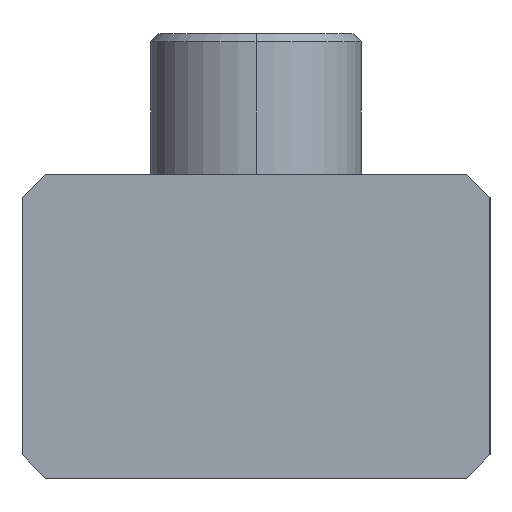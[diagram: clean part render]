
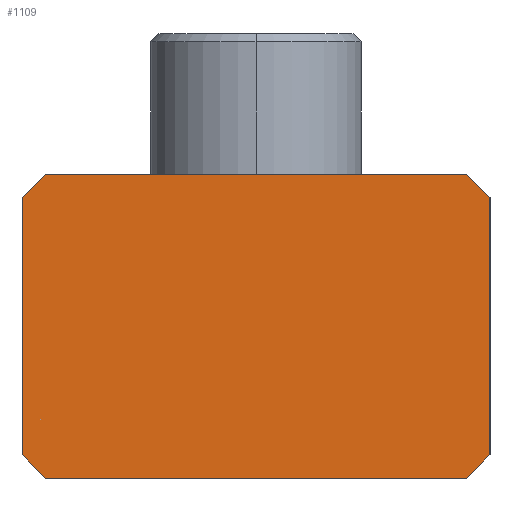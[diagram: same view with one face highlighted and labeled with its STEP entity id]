
A CAD part, left-side view. The second image highlights one B-rep face of the part: STEP entity #1109.
In plain terms, the highlighted planar face has unit normal (-1, 0, 0).
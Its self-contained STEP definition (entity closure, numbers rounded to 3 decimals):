
#24 = EDGE_LOOP ( 'NONE', ( #568, #1076, #427, #1195, #218, #847, #678, #894 ) ) ;
#32 = DIRECTION ( 'NONE',  ( 0., -0.707, -0.707 ) ) ;
#39 = VECTOR ( 'NONE', #1067, 1000. ) ;
#57 = EDGE_CURVE ( 'NONE', #566, #429, #280, .T. ) ;
#75 = LINE ( 'NONE', #1260, #39 ) ;
#79 = VERTEX_POINT ( 'NONE', #972 ) ;
#111 = CARTESIAN_POINT ( 'NONE',  ( 0., 20., 11. ) ) ;
#127 = CARTESIAN_POINT ( 'NONE',  ( 0., 0., 0. ) ) ;
#133 = DIRECTION ( 'NONE',  ( 0., 0., -1. ) ) ;
#199 = DIRECTION ( 'NONE',  ( 0., -1., 0. ) ) ;
#200 = LINE ( 'NONE', #416, #484 ) ;
#210 = DIRECTION ( 'NONE',  ( 0., 0., 1. ) ) ;
#218 = ORIENTED_EDGE ( 'NONE', *, *, #781, .F. ) ;
#224 = EDGE_CURVE ( 'NONE', #520, #1003, #473, .T. ) ;
#234 = PLANE ( 'NONE',  #713 ) ;
#245 = CARTESIAN_POINT ( 'NONE',  ( 0., -18., 13. ) ) ;
#280 = LINE ( 'NONE', #1060, #787 ) ;
#284 = CARTESIAN_POINT ( 'NONE',  ( 0., 18., 13. ) ) ;
#314 = VECTOR ( 'NONE', #210, 1000. ) ;
#358 = CARTESIAN_POINT ( 'NONE',  ( 0., 20., -11. ) ) ;
#398 = EDGE_CURVE ( 'NONE', #721, #79, #1261, .T. ) ;
#416 = CARTESIAN_POINT ( 'NONE',  ( 0., 20., -11. ) ) ;
#427 = ORIENTED_EDGE ( 'NONE', *, *, #224, .F. ) ;
#429 = VERTEX_POINT ( 'NONE', #544 ) ;
#473 = LINE ( 'NONE', #111, #314 ) ;
#484 = VECTOR ( 'NONE', #516, 1000. ) ;
#515 = VECTOR ( 'NONE', #199, 1000. ) ;
#516 = DIRECTION ( 'NONE',  ( 0., 0.707, 0.707 ) ) ;
#520 = VERTEX_POINT ( 'NONE', #358 ) ;
#538 = DIRECTION ( 'NONE',  ( 1., 0., 0. ) ) ;
#544 = CARTESIAN_POINT ( 'NONE',  ( 0., -18., -13. ) ) ;
#566 = VERTEX_POINT ( 'NONE', #1042 ) ;
#568 = ORIENTED_EDGE ( 'NONE', *, *, #1004, .F. ) ;
#594 = LINE ( 'NONE', #759, #770 ) ;
#617 = VERTEX_POINT ( 'NONE', #1047 ) ;
#635 = EDGE_CURVE ( 'NONE', #1003, #800, #594, .T. ) ;
#672 = DIRECTION ( 'NONE',  ( 0., -0.707, 0.707 ) ) ;
#678 = ORIENTED_EDGE ( 'NONE', *, *, #1066, .F. ) ;
#694 = CARTESIAN_POINT ( 'NONE',  ( 0., -18., 13. ) ) ;
#705 = CARTESIAN_POINT ( 'NONE',  ( 0., 18., 13. ) ) ;
#713 = AXIS2_PLACEMENT_3D ( 'NONE', #127, #538, #1111 ) ;
#721 = VERTEX_POINT ( 'NONE', #694 ) ;
#738 = VECTOR ( 'NONE', #133, 1000. ) ;
#759 = CARTESIAN_POINT ( 'NONE',  ( 0., 20., 11. ) ) ;
#770 = VECTOR ( 'NONE', #672, 1000. ) ;
#773 = VECTOR ( 'NONE', #32, 1000. ) ;
#781 = EDGE_CURVE ( 'NONE', #429, #617, #75, .T. ) ;
#787 = VECTOR ( 'NONE', #1151, 1000. ) ;
#797 = LINE ( 'NONE', #1200, #738 ) ;
#800 = VERTEX_POINT ( 'NONE', #284 ) ;
#847 = ORIENTED_EDGE ( 'NONE', *, *, #57, .F. ) ;
#894 = ORIENTED_EDGE ( 'NONE', *, *, #398, .F. ) ;
#901 = EDGE_CURVE ( 'NONE', #617, #520, #200, .T. ) ;
#972 = CARTESIAN_POINT ( 'NONE',  ( 0., -20., 11. ) ) ;
#1003 = VERTEX_POINT ( 'NONE', #1096 ) ;
#1004 = EDGE_CURVE ( 'NONE', #800, #721, #1116, .T. ) ;
#1022 = FACE_OUTER_BOUND ( 'NONE', #24, .T. ) ;
#1042 = CARTESIAN_POINT ( 'NONE',  ( 0., -20., -11. ) ) ;
#1047 = CARTESIAN_POINT ( 'NONE',  ( 0., 18., -13. ) ) ;
#1060 = CARTESIAN_POINT ( 'NONE',  ( 0., -18., -13. ) ) ;
#1066 = EDGE_CURVE ( 'NONE', #79, #566, #797, .T. ) ;
#1067 = DIRECTION ( 'NONE',  ( 0., 1., 0. ) ) ;
#1076 = ORIENTED_EDGE ( 'NONE', *, *, #635, .F. ) ;
#1096 = CARTESIAN_POINT ( 'NONE',  ( 0., 20., 11. ) ) ;
#1109 = ADVANCED_FACE ( 'NONE', ( #1022 ), #234, .F. ) ;
#1111 = DIRECTION ( 'NONE',  ( 0., 0., -1. ) ) ;
#1116 = LINE ( 'NONE', #705, #515 ) ;
#1151 = DIRECTION ( 'NONE',  ( 0., 0.707, -0.707 ) ) ;
#1195 = ORIENTED_EDGE ( 'NONE', *, *, #901, .F. ) ;
#1200 = CARTESIAN_POINT ( 'NONE',  ( 0., -20., 11. ) ) ;
#1260 = CARTESIAN_POINT ( 'NONE',  ( 0., 18., -13. ) ) ;
#1261 = LINE ( 'NONE', #245, #773 ) ;
